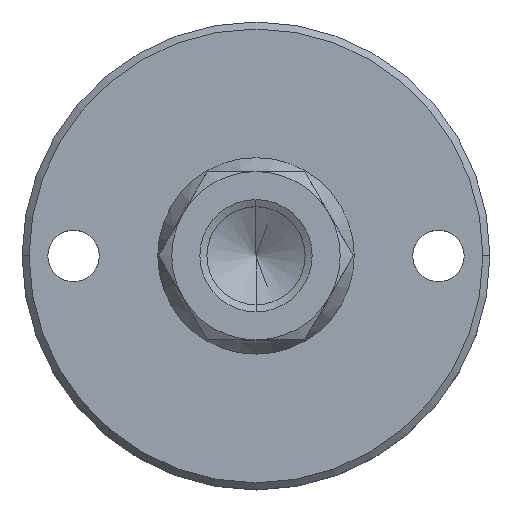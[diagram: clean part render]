
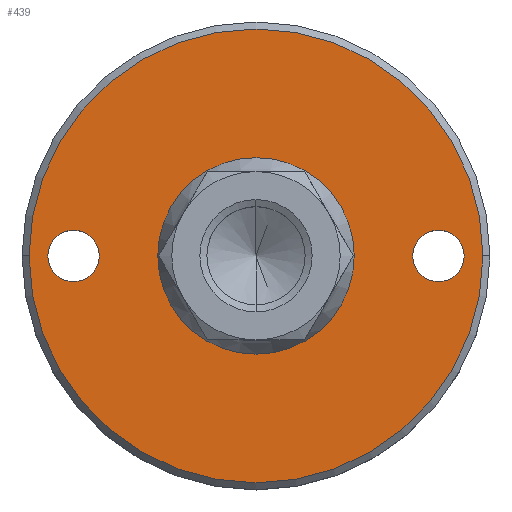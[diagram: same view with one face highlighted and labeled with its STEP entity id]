
A CAD part, top view. The second image highlights one B-rep face of the part: STEP entity #439.
In plain terms, the highlighted planar face has unit normal (0, 0, 1).
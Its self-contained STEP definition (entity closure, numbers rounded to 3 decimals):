
#263=EDGE_CURVE('',#531,#569,#681,.T.);
#271=EDGE_CURVE('',#603,#489,#689,.T.);
#287=EDGE_CURVE('',#475,#415,#708,.T.);
#313=EDGE_CURVE('',#391,#361,#737,.T.);
#359=EDGE_CURVE('',#361,#391,#789,.T.);
#361=VERTEX_POINT('',#791);
#391=VERTEX_POINT('',#827);
#415=VERTEX_POINT('',#852);
#417=EDGE_CURVE('',#415,#475,#854,.T.);
#439=ADVANCED_FACE('',(#878,#879,#880,#881),#882,.T.);
#475=VERTEX_POINT('',#924);
#489=VERTEX_POINT('',#939);
#527=EDGE_CURVE('',#569,#531,#980,.T.);
#531=VERTEX_POINT('',#984);
#569=VERTEX_POINT('',#1029);
#599=EDGE_CURVE('',#489,#603,#1065,.T.);
#603=VERTEX_POINT('',#1069);
#681=CIRCLE('',#1167,48.5);
#689=CIRCLE('',#1177,21.0);
#708=CIRCLE('',#1201,5.5);
#737=CIRCLE('',#1254,5.5);
#789=CIRCLE('',#1361,5.5);
#791=CARTESIAN_POINT('',(33.5,0.0,20.5));
#827=CARTESIAN_POINT('',(44.5,0.,20.5));
#852=CARTESIAN_POINT('',(-44.5,0.0,20.5));
#854=CIRCLE('',#1476,5.5);
#878=FACE_BOUND('',#1528,.T.);
#879=FACE_BOUND('',#1529,.T.);
#880=FACE_BOUND('',#1530,.T.);
#881=FACE_OUTER_BOUND('',#1531,.T.);
#882=PLANE('',#1532);
#924=CARTESIAN_POINT('',(-33.5,0.,20.5));
#939=CARTESIAN_POINT('',(-21.0,0.,20.5));
#980=CIRCLE('',#1706,48.5);
#984=CARTESIAN_POINT('',(48.5,0.,20.5));
#1029=CARTESIAN_POINT('',(-48.5,0.,20.5));
#1065=CIRCLE('',#1824,21.0);
#1069=CARTESIAN_POINT('',(21.0,0.,20.5));
#1167=AXIS2_PLACEMENT_3D('',#1929,#1930,#1931);
#1177=AXIS2_PLACEMENT_3D('',#1935,#1936,#1937);
#1201=AXIS2_PLACEMENT_3D('',#1960,#1961,#1962);
#1254=AXIS2_PLACEMENT_3D('',#1994,#1995,#1996);
#1361=AXIS2_PLACEMENT_3D('',#2062,#2063,#2064);
#1476=AXIS2_PLACEMENT_3D('',#2130,#2131,#2132);
#1528=EDGE_LOOP('',(#2162,#2163));
#1529=EDGE_LOOP('',(#2164,#2165));
#1530=EDGE_LOOP('',(#2166,#2167));
#1531=EDGE_LOOP('',(#2168,#2169));
#1532=AXIS2_PLACEMENT_3D('',#2170,#2171,#2172);
#1706=AXIS2_PLACEMENT_3D('',#2280,#2281,#2282);
#1824=AXIS2_PLACEMENT_3D('',#2396,#2397,#2398);
#1929=CARTESIAN_POINT('',(0.,0.,20.5));
#1930=DIRECTION('',(0.,0.,1.0));
#1931=DIRECTION('',(-1.0,0.,0.));
#1935=CARTESIAN_POINT('',(0.,0.,20.5));
#1936=DIRECTION('',(0.,0.,1.0));
#1937=DIRECTION('',(-1.0,0.,0.));
#1960=CARTESIAN_POINT('',(-39.0,0.,20.5));
#1961=DIRECTION('',(0.,0.,-1.0));
#1962=DIRECTION('',(1.0,0.,0.));
#1994=CARTESIAN_POINT('',(39.0,0.,20.5));
#1995=DIRECTION('',(0.,0.,-1.0));
#1996=DIRECTION('',(1.0,0.,0.));
#2062=CARTESIAN_POINT('',(39.0,0.,20.5));
#2063=DIRECTION('',(0.,0.,-1.0));
#2064=DIRECTION('',(1.0,0.,0.));
#2130=CARTESIAN_POINT('',(-39.0,0.,20.5));
#2131=DIRECTION('',(0.,0.,-1.0));
#2132=DIRECTION('',(1.0,0.,0.));
#2162=ORIENTED_EDGE('',*,*,#359,.T.);
#2163=ORIENTED_EDGE('',*,*,#313,.T.);
#2164=ORIENTED_EDGE('',*,*,#417,.T.);
#2165=ORIENTED_EDGE('',*,*,#287,.T.);
#2166=ORIENTED_EDGE('',*,*,#599,.F.);
#2167=ORIENTED_EDGE('',*,*,#271,.F.);
#2168=ORIENTED_EDGE('',*,*,#527,.T.);
#2169=ORIENTED_EDGE('',*,*,#263,.T.);
#2170=CARTESIAN_POINT('',(-34.75,0.,20.5));
#2171=DIRECTION('',(0.,0.,1.0));
#2172=DIRECTION('',(-1.0,0.,0.0));
#2280=CARTESIAN_POINT('',(0.,0.,20.5));
#2281=DIRECTION('',(0.,0.,1.0));
#2282=DIRECTION('',(-1.0,0.,0.));
#2396=CARTESIAN_POINT('',(0.,0.,20.5));
#2397=DIRECTION('',(0.,0.,1.0));
#2398=DIRECTION('',(-1.0,0.,0.));
